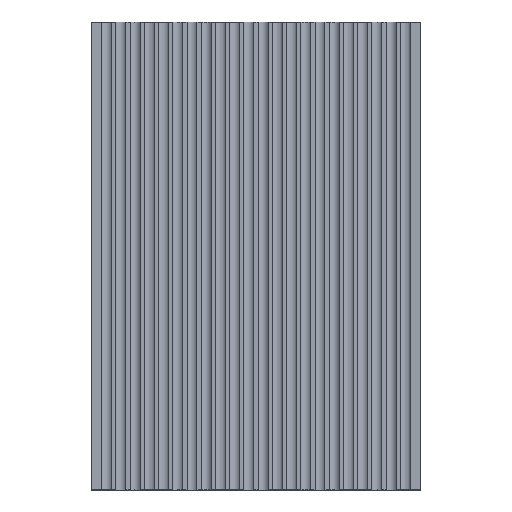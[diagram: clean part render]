
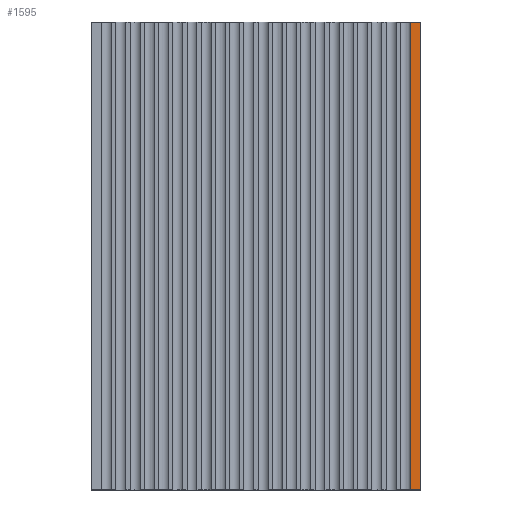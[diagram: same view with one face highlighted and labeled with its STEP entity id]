
A CAD part, top view. The second image highlights one B-rep face of the part: STEP entity #1595.
In plain terms, the highlighted planar face has unit normal (0, 0, 1).
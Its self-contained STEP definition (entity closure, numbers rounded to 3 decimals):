
#6 = CARTESIAN_POINT ( 'NONE',  ( 74., 105., 3. ) ) ;
#89 = CARTESIAN_POINT ( 'NONE',  ( -74., -105., 3. ) ) ;
#129 = LINE ( 'NONE', #794, #370 ) ;
#154 = ORIENTED_EDGE ( 'NONE', *, *, #1199, .T. ) ;
#173 = PLANE ( 'NONE',  #1666 ) ;
#248 = DIRECTION ( 'NONE',  ( 1., 0., 0. ) ) ;
#298 = DIRECTION ( 'NONE',  ( 0., 0., 1. ) ) ;
#347 = VECTOR ( 'NONE', #619, 1000. ) ;
#355 = EDGE_CURVE ( 'NONE', #1154, #1424, #129, .T. ) ;
#362 = CARTESIAN_POINT ( 'NONE',  ( 69.236, 105., 3. ) ) ;
#370 = VECTOR ( 'NONE', #1325, 1000. ) ;
#403 = VECTOR ( 'NONE', #248, 1000. ) ;
#419 = VERTEX_POINT ( 'NONE', #6 ) ;
#440 = CARTESIAN_POINT ( 'NONE',  ( 0., 0., 3. ) ) ;
#544 = EDGE_CURVE ( 'NONE', #419, #1424, #820, .T. ) ;
#619 = DIRECTION ( 'NONE',  ( 0., 1., 0. ) ) ;
#633 = ORIENTED_EDGE ( 'NONE', *, *, #355, .F. ) ;
#680 = ORIENTED_EDGE ( 'NONE', *, *, #544, .T. ) ;
#763 = EDGE_LOOP ( 'NONE', ( #633, #777, #154, #680 ) ) ;
#777 = ORIENTED_EDGE ( 'NONE', *, *, #1425, .T. ) ;
#794 = CARTESIAN_POINT ( 'NONE',  ( 69.236, -105., 3. ) ) ;
#817 = DIRECTION ( 'NONE',  ( 1., 0., 0. ) ) ;
#820 = LINE ( 'NONE', #1102, #1194 ) ;
#882 = CARTESIAN_POINT ( 'NONE',  ( 74., 105., 3. ) ) ;
#926 = LINE ( 'NONE', #882, #347 ) ;
#979 = FACE_OUTER_BOUND ( 'NONE', #763, .T. ) ;
#1061 = CARTESIAN_POINT ( 'NONE',  ( 69.236, -105., 3. ) ) ;
#1102 = CARTESIAN_POINT ( 'NONE',  ( -74., 105., 3. ) ) ;
#1154 = VERTEX_POINT ( 'NONE', #1061 ) ;
#1194 = VECTOR ( 'NONE', #1599, 1000. ) ;
#1199 = EDGE_CURVE ( 'NONE', #1231, #419, #926, .T. ) ;
#1231 = VERTEX_POINT ( 'NONE', #1575 ) ;
#1325 = DIRECTION ( 'NONE',  ( 0., 1., 0. ) ) ;
#1424 = VERTEX_POINT ( 'NONE', #362 ) ;
#1425 = EDGE_CURVE ( 'NONE', #1154, #1231, #1654, .T. ) ;
#1575 = CARTESIAN_POINT ( 'NONE',  ( 74., -105., 3. ) ) ;
#1595 = ADVANCED_FACE ( 'NONE', ( #979 ), #173, .T. ) ;
#1599 = DIRECTION ( 'NONE',  ( -1., 0., 0. ) ) ;
#1654 = LINE ( 'NONE', #89, #403 ) ;
#1666 = AXIS2_PLACEMENT_3D ( 'NONE', #440, #298, #817 ) ;
